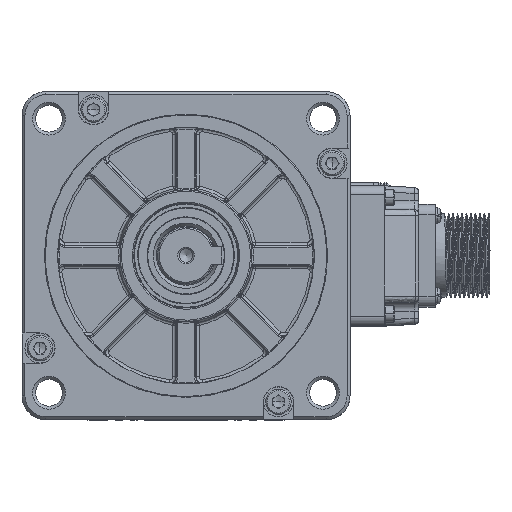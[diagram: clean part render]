
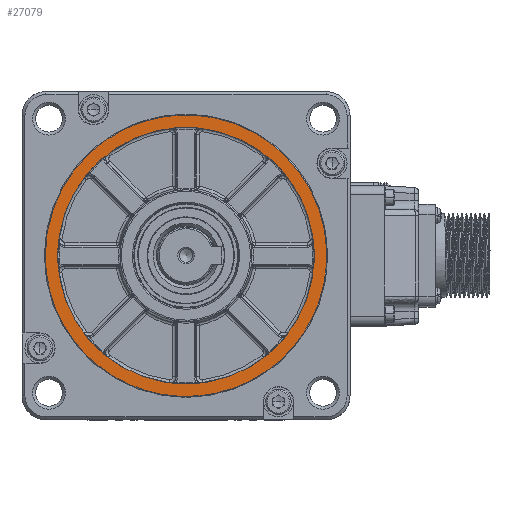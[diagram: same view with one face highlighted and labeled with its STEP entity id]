
A CAD part, top view. The second image highlights one B-rep face of the part: STEP entity #27079.
In plain terms, the highlighted planar face has unit normal (0, 0, 1).
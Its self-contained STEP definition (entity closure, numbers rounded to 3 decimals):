
#25361=CARTESIAN_POINT('',(-65.384,63.61,23.5));
#25362=VERTEX_POINT('',#25361);
#25372=CARTESIAN_POINT('',(-65.384,63.61,23.5));
#25373=CARTESIAN_POINT('',(-65.384,110.81,23.5));
#25374=CARTESIAN_POINT('',(-18.184,110.81,23.5));
#25375=CARTESIAN_POINT('',(29.016,110.81,23.5));
#25376=CARTESIAN_POINT('',(29.016,63.61,23.5));
#25377=CARTESIAN_POINT('',(29.016,58.961,23.5));
#25378=CARTESIAN_POINT('',(28.109,54.401,23.5));
#25379=CARTESIAN_POINT('',(27.202,49.842,23.5));
#25380=CARTESIAN_POINT('',(25.423,45.547,23.5));
#25381=CARTESIAN_POINT('',(23.644,41.252,23.5));
#25382=CARTESIAN_POINT('',(21.061,37.387,23.5));
#25383=CARTESIAN_POINT('',(18.479,33.521,23.5));
#25384=CARTESIAN_POINT('',(15.191,30.234,23.5));
#25385=CARTESIAN_POINT('',(11.904,26.947,23.5));
#25386=CARTESIAN_POINT('',(8.039,24.364,23.5));
#25387=CARTESIAN_POINT('',(4.174,21.782,23.5));
#25388=CARTESIAN_POINT('',(-0.121,20.003,23.5));
#25389=CARTESIAN_POINT('',(-4.416,18.224,23.5));
#25390=CARTESIAN_POINT('',(-8.976,17.317,23.5));
#25391=CARTESIAN_POINT('',(-13.535,16.41,23.5));
#25392=CARTESIAN_POINT('',(-18.184,16.41,23.5));
#25393=CARTESIAN_POINT('',(-22.833,16.41,23.5));
#25394=CARTESIAN_POINT('',(-27.392,17.317,23.5));
#25395=CARTESIAN_POINT('',(-31.952,18.224,23.5));
#25396=CARTESIAN_POINT('',(-36.247,20.003,23.5));
#25397=CARTESIAN_POINT('',(-40.542,21.782,23.5));
#25398=CARTESIAN_POINT('',(-44.407,24.364,23.5));
#25399=CARTESIAN_POINT('',(-48.272,26.947,23.5));
#25400=CARTESIAN_POINT('',(-51.559,30.234,23.5));
#25401=CARTESIAN_POINT('',(-54.847,33.521,23.5));
#25402=CARTESIAN_POINT('',(-57.429,37.387,23.5));
#25403=CARTESIAN_POINT('',(-60.012,41.252,23.5));
#25404=CARTESIAN_POINT('',(-61.791,45.547,23.5));
#25405=CARTESIAN_POINT('',(-63.57,49.842,23.5));
#25406=CARTESIAN_POINT('',(-64.477,54.401,23.5));
#25407=CARTESIAN_POINT('',(-65.384,58.961,23.5));
#25408=CARTESIAN_POINT('',(-65.384,63.61,23.5));
#25409=(BOUNDED_CURVE()B_SPLINE_CURVE(2,(#25372,#25373,#25374,#25375,#25376,#25377,#25378,#25379,#25380,#25381,#25382,#25383,#25384,#25385,#25386,#25387,#25388,#25389,#25390,#25391,#25392,#25393,#25394,#25395,#25396,#25397,#25398,#25399,#25400,#25401,#25402,#25403,#25404,#25405,#25406,#25407,#25408),.UNSPECIFIED.,.T.,.U.)B_SPLINE_CURVE_WITH_KNOTS((3,2,2,2,2,2,2,2,2,2,2,2,2,2,2,2,2,2,3),(0.,0.5,1.,1.07,1.139,1.209,1.279,1.348,1.418,1.488,1.557,1.627,1.696,1.766,1.836,1.905,1.975,2.045,2.114),.UNSPECIFIED.)CURVE()GEOMETRIC_REPRESENTATION_ITEM()RATIONAL_B_SPLINE_CURVE((1.,0.707,1.,0.707,1.,1.,1.,1.,1.,1.,1.,1.,1.,1.,1.,1.,1.,1.,1.,1.,1.,1.,1.,1.,1.,1.,1.,1.,1.,1.,1.,1.,1.,1.,1.,1.,1.))REPRESENTATION_ITEM(''));
#25410=EDGE_CURVE('',#25362,#25362,#25409,.T.);
#27022=CARTESIAN_POINT('',(-18.184,63.61,23.5));
#27023=DIRECTION('',(1.,0.,0.));
#27024=DIRECTION('',(0.,0.,1.));
#27025=AXIS2_PLACEMENT_3D('',#27022,#27024,#27023);
#27026=PLANE('',#27025);
#27027=ORIENTED_EDGE('',*,*,#25410,.F.);
#27028=EDGE_LOOP('',(#27027));
#27029=FACE_OUTER_BOUND('',#27028,.T.);
#27030=CARTESIAN_POINT('',(-61.184,63.61,23.5));
#27031=VERTEX_POINT('',#27030);
#27032=CARTESIAN_POINT('',(24.816,63.61,23.5));
#27033=VERTEX_POINT('',#27032);
#27034=CARTESIAN_POINT('',(-61.184,63.61,23.5));
#27035=CARTESIAN_POINT('',(-61.184,67.845,23.5));
#27036=CARTESIAN_POINT('',(-60.358,71.999,23.5));
#27037=CARTESIAN_POINT('',(-59.532,76.152,23.5));
#27038=CARTESIAN_POINT('',(-57.911,80.065,23.5));
#27039=CARTESIAN_POINT('',(-56.29,83.978,23.5));
#27040=CARTESIAN_POINT('',(-53.937,87.499,23.5));
#27041=CARTESIAN_POINT('',(-51.584,91.021,23.5));
#27042=CARTESIAN_POINT('',(-48.59,94.015,23.5));
#27043=CARTESIAN_POINT('',(-45.595,97.01,23.5));
#27044=CARTESIAN_POINT('',(-42.074,99.363,23.5));
#27045=CARTESIAN_POINT('',(-38.552,101.716,23.5));
#27046=CARTESIAN_POINT('',(-34.639,103.336,23.5));
#27047=CARTESIAN_POINT('',(-30.727,104.957,23.5));
#27048=CARTESIAN_POINT('',(-26.573,105.783,23.5));
#27049=CARTESIAN_POINT('',(-22.419,106.61,23.5));
#27050=CARTESIAN_POINT('',(-18.184,106.61,23.5));
#27051=CARTESIAN_POINT('',(-13.949,106.61,23.5));
#27052=CARTESIAN_POINT('',(-9.795,105.783,23.5));
#27053=CARTESIAN_POINT('',(-5.641,104.957,23.5));
#27054=CARTESIAN_POINT('',(-1.729,103.336,23.5));
#27055=CARTESIAN_POINT('',(2.184,101.716,23.5));
#27056=CARTESIAN_POINT('',(5.705,99.363,23.5));
#27057=CARTESIAN_POINT('',(9.227,97.01,23.5));
#27058=CARTESIAN_POINT('',(12.222,94.015,23.5));
#27059=CARTESIAN_POINT('',(15.216,91.021,23.5));
#27060=CARTESIAN_POINT('',(17.569,87.499,23.5));
#27061=CARTESIAN_POINT('',(19.922,83.978,23.5));
#27062=CARTESIAN_POINT('',(21.543,80.065,23.5));
#27063=CARTESIAN_POINT('',(23.163,76.152,23.5));
#27064=CARTESIAN_POINT('',(23.99,71.999,23.5));
#27065=CARTESIAN_POINT('',(24.816,67.845,23.5));
#27066=CARTESIAN_POINT('',(24.816,63.61,23.5));
#27067=B_SPLINE_CURVE_WITH_KNOTS('',2,(#27034,#27035,#27036,#27037,#27038,#27039,#27040,#27041,#27042,#27043,#27044,#27045,#27046,#27047,#27048,#27049,#27050,#27051,#27052,#27053,#27054,#27055,#27056,#27057,#27058,#27059,#27060,#27061,#27062,#27063,#27064,#27065,#27066),.UNSPECIFIED.,.F.,.U.,(3,2,2,2,2,2,2,2,2,2,2,2,2,2,2,2,3),(0.5,0.531,0.563,0.594,0.625,0.656,0.688,0.719,0.75,0.781,0.813,0.844,0.875,0.906,0.938,0.969,1.),.UNSPECIFIED.);
#27068=EDGE_CURVE('',#27031,#27033,#27067,.T.);
#27069=ORIENTED_EDGE('',*,*,#27068,.T.);
#27070=CARTESIAN_POINT('',(-18.184,63.61,23.5));
#27071=DIRECTION('',(1.,0.,0.));
#27072=DIRECTION('',(0.,0.,-1.));
#27073=AXIS2_PLACEMENT_3D('',#27070,#27072,#27071);
#27074=CIRCLE('',#27073,43.);
#27075=EDGE_CURVE('',#27033,#27031,#27074,.T.);
#27076=ORIENTED_EDGE('',*,*,#27075,.T.);
#27077=EDGE_LOOP('',(#27069,#27076));
#27078=FACE_BOUND('',#27077,.T.);
#27079=ADVANCED_FACE('',(#27029,#27078),#27026,.T.);
